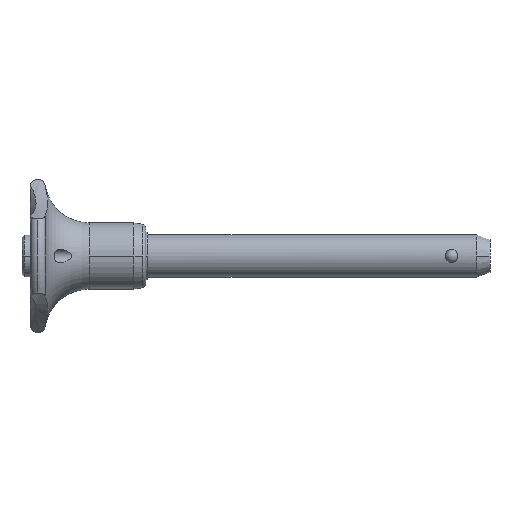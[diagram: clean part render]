
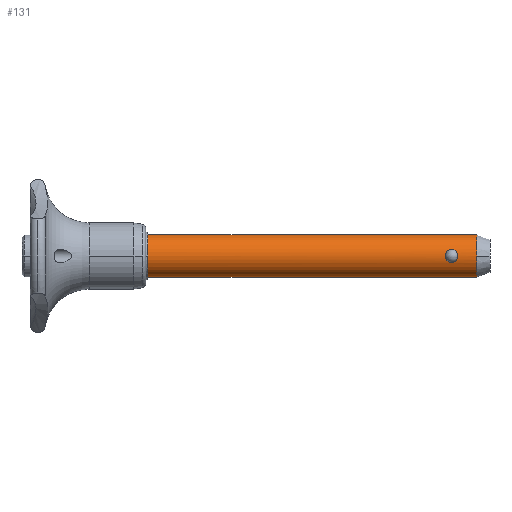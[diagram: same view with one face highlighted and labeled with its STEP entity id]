
A CAD part, left-side view. The second image highlights one B-rep face of the part: STEP entity #131.
In plain terms, the highlighted cylindrical face has radius 3.969 mm (diameter 7.938 mm), a partial arc.
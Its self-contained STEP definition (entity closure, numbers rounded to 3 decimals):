
#131=ADVANCED_FACE('',(#283,#284),#285,.T.);
#283=FACE_OUTER_BOUND('',#455,.T.);
#284=FACE_BOUND('',#456,.T.);
#285=CYLINDRICAL_SURFACE('',#457,3.969);
#455=EDGE_LOOP('',(#808,#809,#810,#811,#812));
#456=EDGE_LOOP('',(#813,#814));
#457=AXIS2_PLACEMENT_3D('',#815,#816,#817);
#808=ORIENTED_EDGE('',*,*,#1203,.F.);
#809=ORIENTED_EDGE('',*,*,#1100,.T.);
#810=ORIENTED_EDGE('',*,*,#1204,.T.);
#811=ORIENTED_EDGE('',*,*,#1205,.F.);
#812=ORIENTED_EDGE('',*,*,#1093,.F.);
#813=ORIENTED_EDGE('',*,*,#1096,.T.);
#814=ORIENTED_EDGE('',*,*,#1097,.T.);
#815=CARTESIAN_POINT('',(0.,-32.131,0.0));
#816=DIRECTION('',(0.,1.0,0.0));
#817=DIRECTION('',(0.0,0.0,-1.0));
#1093=EDGE_CURVE('',#1331,#1332,#1333,.T.);
#1096=EDGE_CURVE('',#1336,#1337,#1338,.T.);
#1097=EDGE_CURVE('',#1337,#1336,#1339,.T.);
#1100=EDGE_CURVE('',#1344,#1342,#1345,.T.);
#1203=EDGE_CURVE('',#1344,#1331,#1500,.T.);
#1204=EDGE_CURVE('',#1342,#1501,#1502,.T.);
#1205=EDGE_CURVE('',#1332,#1501,#1503,.T.);
#1331=VERTEX_POINT('',#2087);
#1332=VERTEX_POINT('',#2088);
#1333=CIRCLE('',#2089,3.969);
#1336=VERTEX_POINT('',#2092);
#1337=VERTEX_POINT('',#2093);
#1338=B_SPLINE_CURVE_WITH_KNOTS('',3,(#2094,#2095,#2096,#2097,#2098,#2099,#2100,#2101,#2102,#2103,#2104,#2105,#2106,#2107,#2108,#2109,#2110,#2111,#2112,#2113,#2114,#2115,#2116,#2117,#2118,#2119),.UNSPECIFIED.,.F.,.F.,(4,2,2,2,2,2,2,2,2,2,2,2,4),(0.0,0.401,0.802,0.988,1.174,1.485,1.795,2.106,2.416,2.603,2.789,3.19,3.59),.UNSPECIFIED.);
#1339=B_SPLINE_CURVE_WITH_KNOTS('',3,(#2120,#2121,#2122,#2123,#2124,#2125,#2126,#2127,#2128,#2129,#2130,#2131,#2132,#2133,#2134,#2135,#2136,#2137,#2138,#2139,#2140,#2141,#2142,#2143,#2144,#2145),.UNSPECIFIED.,.F.,.F.,(4,2,2,2,2,2,2,2,2,2,2,2,4),(3.59,3.991,4.392,4.578,4.764,5.075,5.386,5.696,6.007,6.193,6.379,6.78,7.181),.UNSPECIFIED.);
#1342=VERTEX_POINT('',#2148);
#1344=VERTEX_POINT('',#2151);
#1345=CIRCLE('',#2152,3.969);
#1500=LINE('',#2953,#2954);
#1501=VERTEX_POINT('',#2955);
#1502=CIRCLE('',#2956,3.969);
#1503=LINE('',#2957,#2958);
#2087=CARTESIAN_POINT('',(0.,0.0,-3.969));
#2088=CARTESIAN_POINT('',(0.,0.,3.969));
#2089=AXIS2_PLACEMENT_3D('',#3383,#3384,#3385);
#2092=CARTESIAN_POINT('',(-3.776,-57.044,1.222));
#2093=CARTESIAN_POINT('',(-3.776,-57.044,-1.222));
#2094=CARTESIAN_POINT('',(-3.776,-57.044,1.222));
#2095=CARTESIAN_POINT('',(-3.776,-57.177,1.222));
#2096=CARTESIAN_POINT('',(-3.784,-57.32,1.197));
#2097=CARTESIAN_POINT('',(-3.815,-57.584,1.095));
#2098=CARTESIAN_POINT('',(-3.837,-57.706,1.018));
#2099=CARTESIAN_POINT('',(-3.868,-57.849,0.889));
#2100=CARTESIAN_POINT('',(-3.879,-57.896,0.841));
#2101=CARTESIAN_POINT('',(-3.9,-57.979,0.736));
#2102=CARTESIAN_POINT('',(-3.911,-58.016,0.68));
#2103=CARTESIAN_POINT('',(-3.933,-58.097,0.536));
#2104=CARTESIAN_POINT('',(-3.947,-58.139,0.432));
#2105=CARTESIAN_POINT('',(-3.964,-58.195,0.216));
#2106=CARTESIAN_POINT('',(-3.969,-58.208,0.104));
#2107=CARTESIAN_POINT('',(-3.969,-58.208,-0.104));
#2108=CARTESIAN_POINT('',(-3.964,-58.195,-0.216));
#2109=CARTESIAN_POINT('',(-3.947,-58.139,-0.432));
#2110=CARTESIAN_POINT('',(-3.933,-58.097,-0.536));
#2111=CARTESIAN_POINT('',(-3.911,-58.016,-0.68));
#2112=CARTESIAN_POINT('',(-3.9,-57.979,-0.736));
#2113=CARTESIAN_POINT('',(-3.879,-57.896,-0.841));
#2114=CARTESIAN_POINT('',(-3.868,-57.849,-0.889));
#2115=CARTESIAN_POINT('',(-3.837,-57.706,-1.018));
#2116=CARTESIAN_POINT('',(-3.815,-57.584,-1.095));
#2117=CARTESIAN_POINT('',(-3.784,-57.32,-1.197));
#2118=CARTESIAN_POINT('',(-3.776,-57.177,-1.222));
#2119=CARTESIAN_POINT('',(-3.776,-57.044,-1.222));
#2120=CARTESIAN_POINT('',(-3.776,-57.044,-1.222));
#2121=CARTESIAN_POINT('',(-3.776,-56.91,-1.222));
#2122=CARTESIAN_POINT('',(-3.784,-56.768,-1.197));
#2123=CARTESIAN_POINT('',(-3.815,-56.504,-1.095));
#2124=CARTESIAN_POINT('',(-3.837,-56.382,-1.018));
#2125=CARTESIAN_POINT('',(-3.868,-56.238,-0.889));
#2126=CARTESIAN_POINT('',(-3.879,-56.192,-0.841));
#2127=CARTESIAN_POINT('',(-3.9,-56.108,-0.736));
#2128=CARTESIAN_POINT('',(-3.911,-56.071,-0.68));
#2129=CARTESIAN_POINT('',(-3.933,-55.991,-0.536));
#2130=CARTESIAN_POINT('',(-3.947,-55.948,-0.432));
#2131=CARTESIAN_POINT('',(-3.964,-55.893,-0.216));
#2132=CARTESIAN_POINT('',(-3.969,-55.88,-0.104));
#2133=CARTESIAN_POINT('',(-3.969,-55.88,0.104));
#2134=CARTESIAN_POINT('',(-3.964,-55.893,0.216));
#2135=CARTESIAN_POINT('',(-3.947,-55.948,0.432));
#2136=CARTESIAN_POINT('',(-3.933,-55.991,0.536));
#2137=CARTESIAN_POINT('',(-3.911,-56.071,0.68));
#2138=CARTESIAN_POINT('',(-3.9,-56.108,0.736));
#2139=CARTESIAN_POINT('',(-3.879,-56.192,0.841));
#2140=CARTESIAN_POINT('',(-3.868,-56.238,0.889));
#2141=CARTESIAN_POINT('',(-3.837,-56.382,1.018));
#2142=CARTESIAN_POINT('',(-3.815,-56.504,1.095));
#2143=CARTESIAN_POINT('',(-3.784,-56.768,1.197));
#2144=CARTESIAN_POINT('',(-3.776,-56.91,1.222));
#2145=CARTESIAN_POINT('',(-3.776,-57.044,1.222));
#2148=CARTESIAN_POINT('',(-3.969,-61.747,0.));
#2151=CARTESIAN_POINT('',(0.,-61.747,-3.969));
#2152=AXIS2_PLACEMENT_3D('',#3390,#3391,#3392);
#2953=CARTESIAN_POINT('',(0.,-32.131,-3.969));
#2954=VECTOR('',#3528,1.0);
#2955=CARTESIAN_POINT('',(0.,-61.747,3.969));
#2956=AXIS2_PLACEMENT_3D('',#3529,#3530,#3531);
#2957=CARTESIAN_POINT('',(0.,-32.131,3.969));
#2958=VECTOR('',#3532,1.0);
#3383=CARTESIAN_POINT('',(0.,0.0,0.0));
#3384=DIRECTION('',(0.,1.0,0.0));
#3385=DIRECTION('',(0.0,0.0,-1.0));
#3390=CARTESIAN_POINT('',(0.,-61.747,0.0));
#3391=DIRECTION('',(0.,1.0,0.));
#3392=DIRECTION('',(0.,0.,-1.0));
#3528=DIRECTION('',(0.,1.0,0.0));
#3529=CARTESIAN_POINT('',(0.,-61.747,0.0));
#3530=DIRECTION('',(0.,1.0,0.));
#3531=DIRECTION('',(0.,0.,-1.0));
#3532=DIRECTION('',(0.,-1.0,-0.0));
